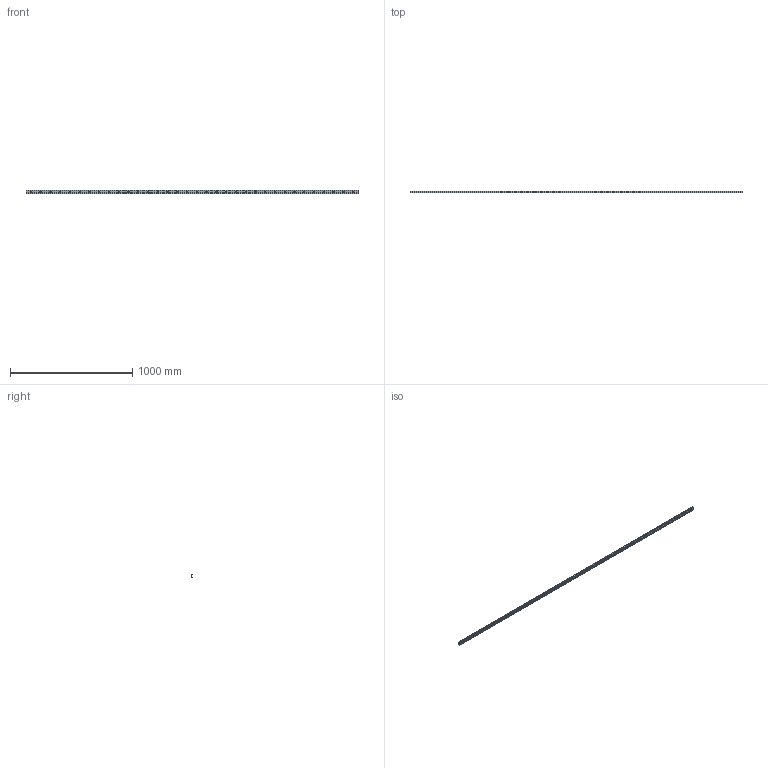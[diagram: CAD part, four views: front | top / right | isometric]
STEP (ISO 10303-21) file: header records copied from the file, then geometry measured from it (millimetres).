
FILE_DESCRIPTION((''),'2;1');
FILE_NAME('LCU 28H-2720.C.stp','2016-05-02T15:34:46',('MRathmann'),(''),'Autodesk Inventor 2012','Autodesk Inventor 2012','');
FILE_SCHEMA(('CONFIG_CONTROL_DESIGN'));
Length unit declared in the file: millimetre
Products named in the file (1): LCU 28H-2720.C
Bounding box: 2720 x 12.3 x 28 mm (x, y, z)
Volume: 409951.5 mm3; surface area: 259414.6 mm2
Topology: 1 solids, 1 shells, 124 faces, 264 edges, 176 vertices
Faces by surface type: cylinder 79, plane 45
Full cylindrical faces by diameter (mm): 6.4 x34, 11 x34
Entity records: 3248 total; most frequent: DIRECTION 604, CARTESIAN_POINT 497, ORIENTED_EDGE 392, EDGE_LOOP 294, AXIS2_PLACEMENT_3D 283, EDGE_CURVE 196, VERTEX_POINT 176, FACE_BOUND 170
